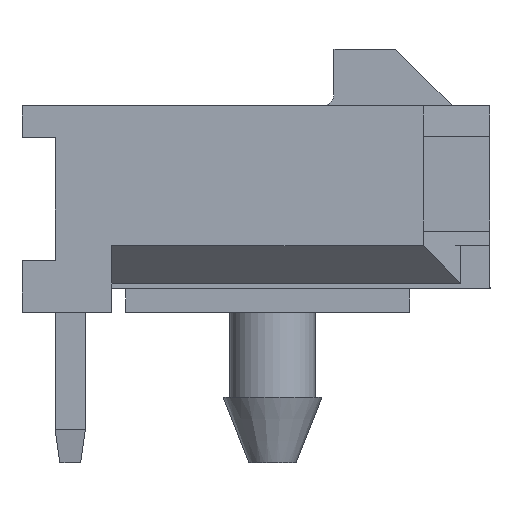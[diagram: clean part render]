
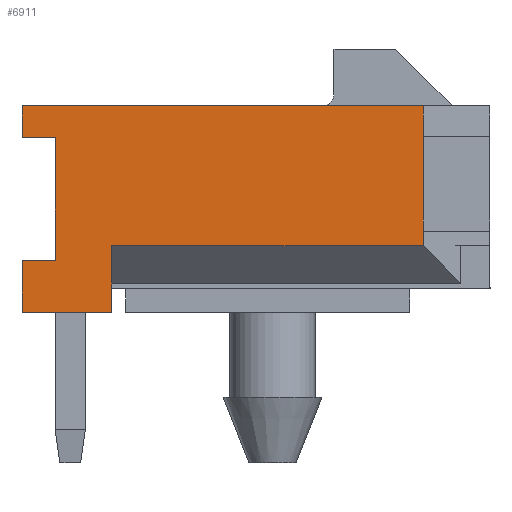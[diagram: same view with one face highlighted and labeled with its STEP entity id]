
A CAD part, left-side view. The second image highlights one B-rep face of the part: STEP entity #6911.
In plain terms, the highlighted planar face has unit normal (-1, 0, 0).
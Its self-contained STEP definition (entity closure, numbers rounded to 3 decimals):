
#909=ORIENTED_EDGE('',*,*,#2767,.T.);
#910=ORIENTED_EDGE('',*,*,#2768,.T.);
#911=ORIENTED_EDGE('',*,*,#2760,.T.);
#912=ORIENTED_EDGE('',*,*,#2769,.T.);
#913=ORIENTED_EDGE('',*,*,#2770,.F.);
#914=ORIENTED_EDGE('',*,*,#2771,.T.);
#915=ORIENTED_EDGE('',*,*,#2772,.F.);
#916=ORIENTED_EDGE('',*,*,#2773,.F.);
#917=ORIENTED_EDGE('',*,*,#2774,.F.);
#918=ORIENTED_EDGE('',*,*,#2248,.T.);
#919=ORIENTED_EDGE('',*,*,#2766,.T.);
#920=ORIENTED_EDGE('',*,*,#2775,.T.);
#2248=EDGE_CURVE('',#3242,#3241,#3890,.T.);
#2760=EDGE_CURVE('',#3637,#3638,#4402,.T.);
#2766=EDGE_CURVE('',#3241,#3642,#4408,.T.);
#2767=EDGE_CURVE('',#3643,#3644,#4409,.T.);
#2768=EDGE_CURVE('',#3644,#3637,#4410,.T.);
#2769=EDGE_CURVE('',#3638,#3645,#4411,.T.);
#2770=EDGE_CURVE('',#3646,#3645,#4412,.T.);
#2771=EDGE_CURVE('',#3646,#3647,#4413,.T.);
#2772=EDGE_CURVE('',#3648,#3647,#4414,.T.);
#2773=EDGE_CURVE('',#3649,#3648,#4415,.T.);
#2774=EDGE_CURVE('',#3242,#3649,#4416,.T.);
#2775=EDGE_CURVE('',#3642,#3643,#4417,.T.);
#3241=VERTEX_POINT('',#9636);
#3242=VERTEX_POINT('',#9638);
#3637=VERTEX_POINT('',#10637);
#3638=VERTEX_POINT('',#10638);
#3642=VERTEX_POINT('',#10648);
#3643=VERTEX_POINT('',#10652);
#3644=VERTEX_POINT('',#10653);
#3645=VERTEX_POINT('',#10656);
#3646=VERTEX_POINT('',#10658);
#3647=VERTEX_POINT('',#10660);
#3648=VERTEX_POINT('',#10662);
#3649=VERTEX_POINT('',#10664);
#3890=LINE('',#9637,#4873);
#4402=LINE('',#10636,#5385);
#4408=LINE('',#10649,#5391);
#4409=LINE('',#10651,#5392);
#4410=LINE('',#10654,#5393);
#4411=LINE('',#10655,#5394);
#4412=LINE('',#10657,#5395);
#4413=LINE('',#10659,#5396);
#4414=LINE('',#10661,#5397);
#4415=LINE('',#10663,#5398);
#4416=LINE('',#10665,#5399);
#4417=LINE('',#10666,#5400);
#4873=VECTOR('',#7767,1000.);
#5385=VECTOR('',#8463,1000.);
#5391=VECTOR('',#8471,1000.);
#5392=VECTOR('',#8474,1000.);
#5393=VECTOR('',#8475,1000.);
#5394=VECTOR('',#8476,1000.);
#5395=VECTOR('',#8477,1000.);
#5396=VECTOR('',#8478,1000.);
#5397=VECTOR('',#8479,1000.);
#5398=VECTOR('',#8480,1000.);
#5399=VECTOR('',#8481,1000.);
#5400=VECTOR('',#8482,1000.);
#5839=EDGE_LOOP('',(#909,#910,#911,#912,#913,#914,#915,#916,#917,#918,#919,
#920));
#6214=FACE_BOUND('',#5839,.T.);
#6566=PLANE('',#7293);
#6911=ADVANCED_FACE('',(#6214),#6566,.T.);
#7293=AXIS2_PLACEMENT_3D('',#10650,#8472,#8473);
#7767=DIRECTION('',(0.,1.,0.));
#8463=DIRECTION('',(0.,0.,-1.));
#8471=DIRECTION('',(0.,0.,-1.));
#8472=DIRECTION('',(-1.,0.,0.));
#8473=DIRECTION('',(0.,0.,1.));
#8474=DIRECTION('',(0.,0.,-1.));
#8475=DIRECTION('',(0.,1.,0.));
#8476=DIRECTION('',(0.,-1.,0.));
#8477=DIRECTION('',(0.,0.,-1.));
#8478=DIRECTION('',(0.,-1.,0.));
#8479=DIRECTION('',(0.,0.,-1.));
#8480=DIRECTION('',(0.,0.,-1.));
#8481=DIRECTION('',(0.,0.,-1.));
#8482=DIRECTION('',(0.,-1.,0.));
#9636=CARTESIAN_POINT('',(-16.825,4.95,2.185));
#9637=CARTESIAN_POINT('',(-16.825,-4.95,2.185));
#9638=CARTESIAN_POINT('',(-16.825,-3.536,2.185));
#10636=CARTESIAN_POINT('',(-16.825,4.95,2.185));
#10637=CARTESIAN_POINT('',(-16.825,4.95,-1.085));
#10638=CARTESIAN_POINT('',(-16.825,4.95,-2.185));
#10648=CARTESIAN_POINT('',(-16.825,4.95,1.515));
#10649=CARTESIAN_POINT('',(-16.825,4.95,2.185));
#10650=CARTESIAN_POINT('',(-16.825,0.,0.));
#10651=CARTESIAN_POINT('',(-16.825,4.25,0.));
#10652=CARTESIAN_POINT('',(-16.825,4.25,1.515));
#10653=CARTESIAN_POINT('',(-16.825,4.25,-1.085));
#10654=CARTESIAN_POINT('',(-16.825,0.,-1.085));
#10655=CARTESIAN_POINT('',(-16.825,4.95,-2.185));
#10656=CARTESIAN_POINT('',(-16.825,3.05,-2.185));
#10657=CARTESIAN_POINT('',(-16.825,3.05,-2.185));
#10658=CARTESIAN_POINT('',(-16.825,3.05,-0.771));
#10659=CARTESIAN_POINT('',(-16.825,3.05,-0.771));
#10660=CARTESIAN_POINT('',(-16.825,-3.536,-0.771));
#10661=CARTESIAN_POINT('',(-16.825,-3.536,0.));
#10662=CARTESIAN_POINT('',(-16.825,-3.536,-0.465));
#10663=CARTESIAN_POINT('',(-16.825,-3.536,1.535));
#10664=CARTESIAN_POINT('',(-16.825,-3.536,1.535));
#10665=CARTESIAN_POINT('',(-16.825,-3.536,0.));
#10666=CARTESIAN_POINT('',(-16.825,0.,1.515));
